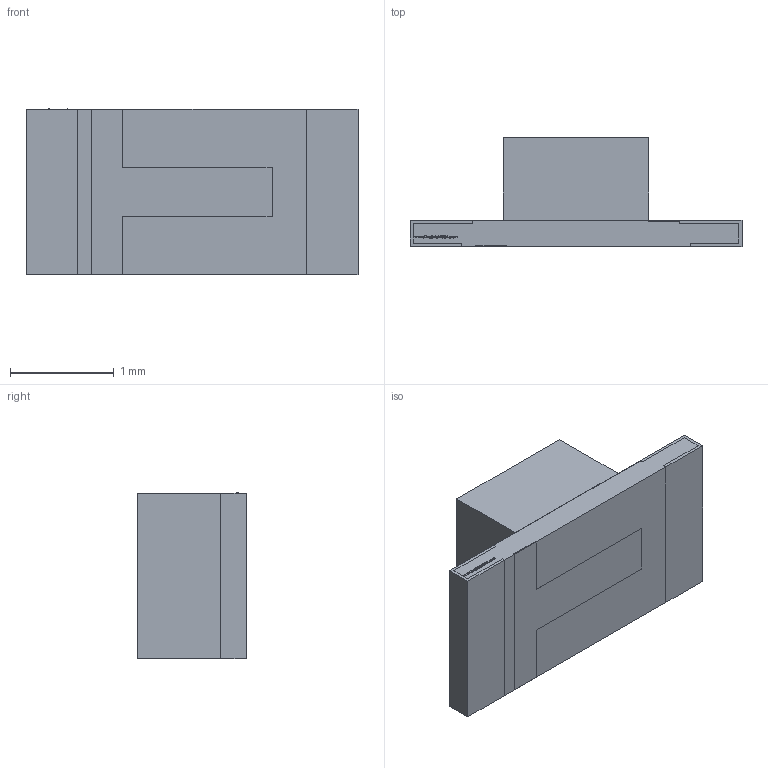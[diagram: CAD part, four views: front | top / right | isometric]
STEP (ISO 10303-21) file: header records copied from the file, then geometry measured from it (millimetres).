
FILE_DESCRIPTION (( 'STEP AP214' ), '1' );
FILE_NAME ('APTR3216.STEP', '2008-09-05T20:02:47', ( '' ), ( '' ), 'SwSTEP 2.0', 'SolidWorks 2008', '' );
FILE_SCHEMA (( 'AUTOMOTIVE_DESIGN' ));
Length unit declared in the file: millimetre
Products named in the file (1): APTR3216
Bounding box: 3.2 x 1.05 x 1.6 mm (x, y, z)
Volume: 3.1 mm3; surface area: 28.6 mm2
Topology: 8 solids, 8 shells, 356 faces, 933 edges, 622 vertices
Faces by surface type: plane 240, bspline 116
Entity records: 20295 total; most frequent: CARTESIAN_POINT 8300, ORIENTED_EDGE 1866, DIRECTION 1183, EDGE_CURVE 933, VECTOR 701, LINE 701, VERTEX_POINT 622, EDGE_LOOP 385
